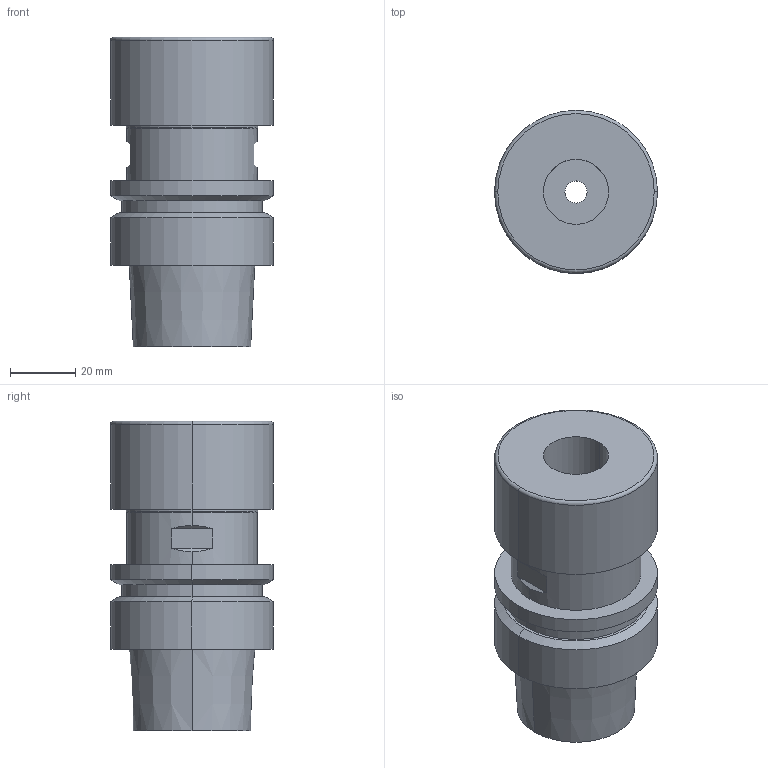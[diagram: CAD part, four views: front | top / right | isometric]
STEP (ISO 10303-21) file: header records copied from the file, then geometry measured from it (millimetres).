
FILE_DESCRIPTION (( 'STEP AP203' ), '1' );
FILE_NAME ('STP-5100-529-032-070-0.STEP', '2021-09-23T03:27:54', ( '' ), ( '' ), 'SwSTEP 2.0', 'SolidWorks 2017', '' );
FILE_SCHEMA (( 'CONFIG_CONTROL_DESIGN' ));
Length unit declared in the file: millimetre
Products named in the file (1): STP-5100-529-032-070-0
Bounding box: 50 x 50 x 95 mm (x, y, z)
Volume: 113365.6 mm3; surface area: 25576.7 mm2
Topology: 1 solids, 1 shells, 54 faces, 114 edges, 70 vertices
Faces by surface type: cylinder 24, plane 16, cone 10, torus 4
Entity records: 1537 total; most frequent: DIRECTION 278, CARTESIAN_POINT 263, ORIENTED_EDGE 228, AXIS2_PLACEMENT_3D 117, EDGE_CURVE 114, VERTEX_POINT 70, EDGE_LOOP 64, CIRCLE 62
